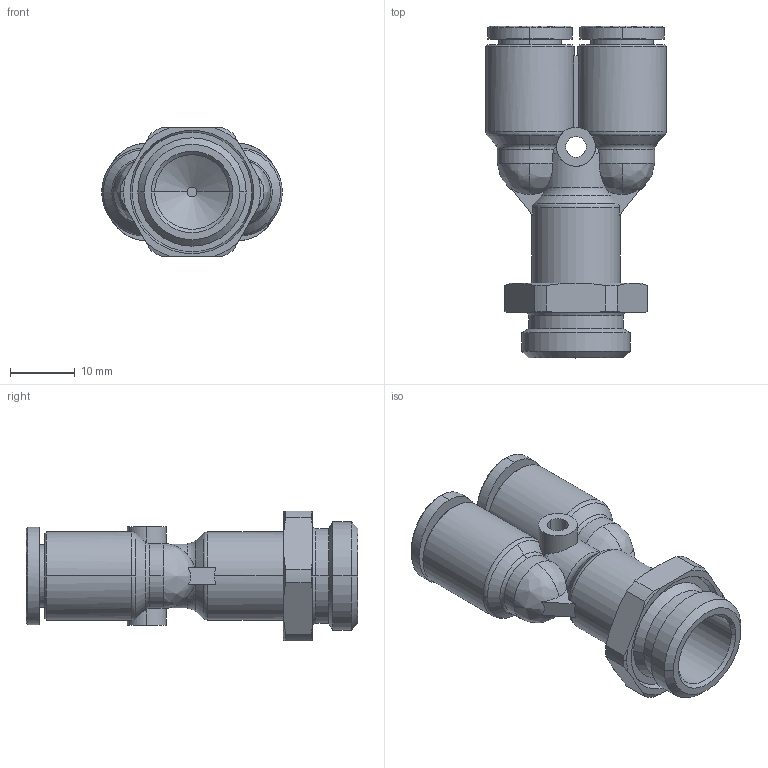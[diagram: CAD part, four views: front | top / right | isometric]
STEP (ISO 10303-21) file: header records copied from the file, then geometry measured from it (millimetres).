
FILE_DESCRIPTION (( 'STEP AP214' ), '1' );
FILE_NAME ('PWT08-G03.stp', '2015-09-24T12:16:33', ( '' ), ( '' ), 'SwSTEP 2.0', 'SolidWorks 2015', '' );
FILE_SCHEMA (( 'AUTOMOTIVE_DESIGN' ));
Length unit declared in the file: millimetre
Products named in the file (2): ｦ+ﾃｦ1; PWT08-G03
Assembly tree (1 placements, depth 2):
  PWT08-G03
    ｦ+ﾃｦ1
Bounding box: 27.8 x 51.1 x 20 mm (x, y, z)
Volume: 8527.8 mm3; surface area: 6041 mm2
Topology: 1 solids, 1 shells, 883 faces, 2487 edges, 1648 vertices
Faces by surface type: plane 704, bspline 75, cylinder 54, cone 44, torus 6
Entity records: 31494 total; most frequent: CARTESIAN_POINT 8059, ORIENTED_EDGE 4974, DIRECTION 4060, EDGE_CURVE 2487, VECTOR 2058, LINE 2058, VERTEX_POINT 1648, AXIS2_PLACEMENT_3D 1001
